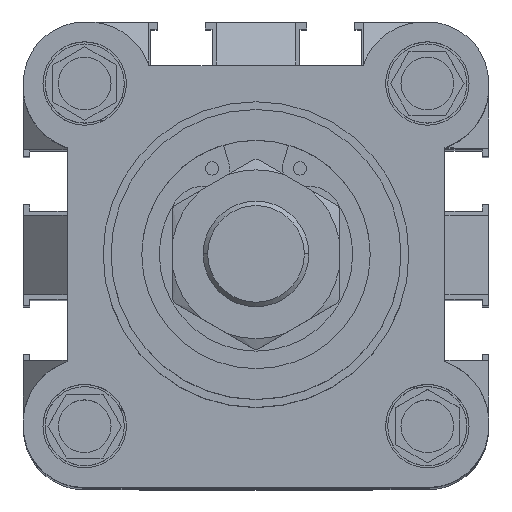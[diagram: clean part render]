
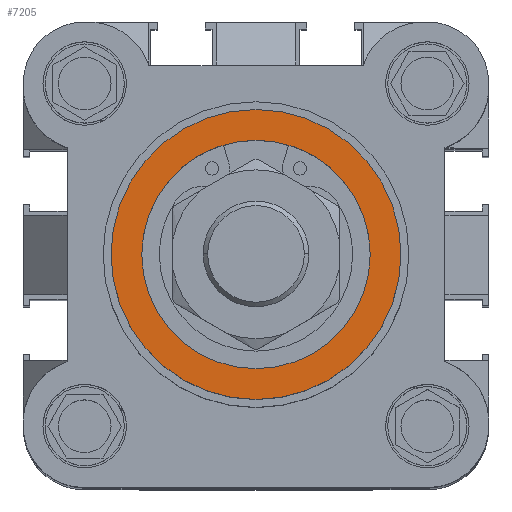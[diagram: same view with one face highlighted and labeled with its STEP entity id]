
A CAD part, top view. The second image highlights one B-rep face of the part: STEP entity #7205.
In plain terms, the highlighted planar face has unit normal (0, 0, 1).
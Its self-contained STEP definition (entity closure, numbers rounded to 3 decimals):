
#46 = PLANE ( 'NONE',  #11034 ) ;
#145 = CIRCLE ( 'NONE', #2948, 13. ) ;
#259 = ORIENTED_EDGE ( 'NONE', *, *, #619, .T. ) ;
#378 = DIRECTION ( 'NONE',  ( 1., 0., 0. ) ) ;
#457 = DIRECTION ( 'NONE',  ( 0., 0., 1. ) ) ;
#556 = AXIS2_PLACEMENT_3D ( 'NONE', #12208, #4941, #7168 ) ;
#619 = EDGE_CURVE ( 'NONE', #15566, #4413, #10090, .T. ) ;
#738 = ORIENTED_EDGE ( 'NONE', *, *, #6814, .T. ) ;
#1006 = FACE_OUTER_BOUND ( 'NONE', #3044, .T. ) ;
#1703 = DIRECTION ( 'NONE',  ( 1., 0., 0. ) ) ;
#2307 = CARTESIAN_POINT ( 'NONE',  ( -16.5, 0., 97.1 ) ) ;
#2344 = AXIS2_PLACEMENT_3D ( 'NONE', #7442, #6408, #11028 ) ;
#2519 = FACE_BOUND ( 'NONE', #14844, .T. ) ;
#2703 = CARTESIAN_POINT ( 'NONE',  ( 0., 0., 97.1 ) ) ;
#2823 = EDGE_CURVE ( 'NONE', #8726, #10295, #145, .T. ) ;
#2948 = AXIS2_PLACEMENT_3D ( 'NONE', #2703, #457, #378 ) ;
#3044 = EDGE_LOOP ( 'NONE', ( #259, #738 ) ) ;
#3888 = CIRCLE ( 'NONE', #2344, 13. ) ;
#4413 = VERTEX_POINT ( 'NONE', #11289 ) ;
#4941 = DIRECTION ( 'NONE',  ( 0., 0., 1. ) ) ;
#5179 = CIRCLE ( 'NONE', #556, 16.5 ) ;
#5263 = AXIS2_PLACEMENT_3D ( 'NONE', #13898, #7763, #1703 ) ;
#5898 = CARTESIAN_POINT ( 'NONE',  ( 0., 0., 97.1 ) ) ;
#6408 = DIRECTION ( 'NONE',  ( 0., 0., 1. ) ) ;
#6814 = EDGE_CURVE ( 'NONE', #4413, #15566, #5179, .T. ) ;
#7168 = DIRECTION ( 'NONE',  ( 1., 0., 0. ) ) ;
#7205 = ADVANCED_FACE ( 'NONE', ( #2519, #1006 ), #46, .T. ) ;
#7442 = CARTESIAN_POINT ( 'NONE',  ( 0., 0., 97.1 ) ) ;
#7763 = DIRECTION ( 'NONE',  ( 0., 0., 1. ) ) ;
#8433 = DIRECTION ( 'NONE',  ( 1., 0., 0. ) ) ;
#8485 = ORIENTED_EDGE ( 'NONE', *, *, #13892, .F. ) ;
#8726 = VERTEX_POINT ( 'NONE', #14598 ) ;
#10090 = CIRCLE ( 'NONE', #5263, 16.5 ) ;
#10295 = VERTEX_POINT ( 'NONE', #10674 ) ;
#10674 = CARTESIAN_POINT ( 'NONE',  ( -13., 0., 97.1 ) ) ;
#10741 = DIRECTION ( 'NONE',  ( 0., 0., 1. ) ) ;
#11028 = DIRECTION ( 'NONE',  ( 1., 0., 0. ) ) ;
#11034 = AXIS2_PLACEMENT_3D ( 'NONE', #5898, #10741, #8433 ) ;
#11289 = CARTESIAN_POINT ( 'NONE',  ( 16.5, 0., 97.1 ) ) ;
#12208 = CARTESIAN_POINT ( 'NONE',  ( 0., 0., 97.1 ) ) ;
#13892 = EDGE_CURVE ( 'NONE', #10295, #8726, #3888, .T. ) ;
#13898 = CARTESIAN_POINT ( 'NONE',  ( 0., 0., 97.1 ) ) ;
#14598 = CARTESIAN_POINT ( 'NONE',  ( 13., 0., 97.1 ) ) ;
#14844 = EDGE_LOOP ( 'NONE', ( #15082, #8485 ) ) ;
#15082 = ORIENTED_EDGE ( 'NONE', *, *, #2823, .F. ) ;
#15566 = VERTEX_POINT ( 'NONE', #2307 ) ;
